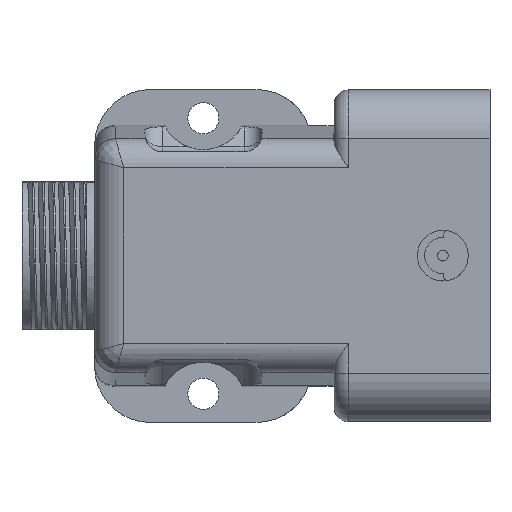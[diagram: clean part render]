
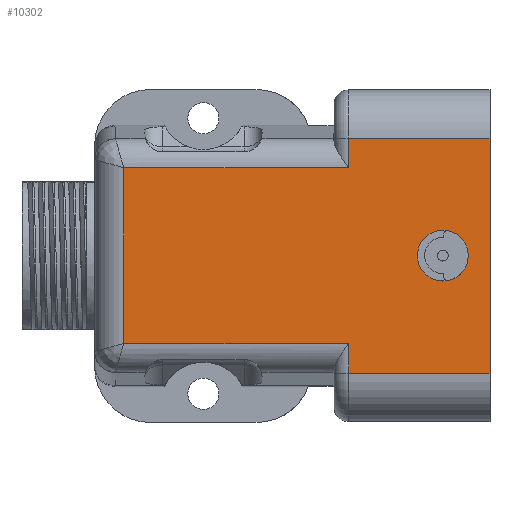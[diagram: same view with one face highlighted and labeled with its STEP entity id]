
A CAD part, top view. The second image highlights one B-rep face of the part: STEP entity #10302.
In plain terms, the highlighted planar face has unit normal (0, 0, 1).
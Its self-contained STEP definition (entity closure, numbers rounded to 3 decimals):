
#10232=AXIS2_PLACEMENT_3D('Plane Axis2P3D',#10229,#10230,#10231) ;
#10286=AXIS2_PLACEMENT_3D('Circle Axis2P3D',#10284,#10285,$) ;
#10295=AXIS2_PLACEMENT_3D('Circle Axis2P3D',#10293,#10294,$) ;
#7799=CARTESIAN_POINT('Vertex',(64.5,39.15,32.35)) ;
#7802=CARTESIAN_POINT('Line Origine',(64.5,22.95,32.35)) ;
#7806=CARTESIAN_POINT('Vertex',(64.5,6.75,32.35)) ;
#10210=CARTESIAN_POINT('Line Origine',(37.25,39.15,32.35)) ;
#10214=CARTESIAN_POINT('Vertex',(45.,39.15,32.35)) ;
#10229=CARTESIAN_POINT('Axis2P3D Location',(64.5,0.1,32.35)) ;
#10234=CARTESIAN_POINT('Line Origine',(45.,8.788,32.35)) ;
#10238=CARTESIAN_POINT('Vertex',(45.,10.826,32.35)) ;
#10240=CARTESIAN_POINT('Vertex',(45.,6.75,32.35)) ;
#10243=CARTESIAN_POINT('Line Origine',(54.75,6.75,32.35)) ;
#10248=CARTESIAN_POINT('Line Origine',(45.,37.112,32.35)) ;
#10252=CARTESIAN_POINT('Vertex',(45.,35.074,32.35)) ;
#10255=CARTESIAN_POINT('Line Origine',(29.5,35.074,32.35)) ;
#10259=CARTESIAN_POINT('Vertex',(14.,35.074,32.35)) ;
#10262=CARTESIAN_POINT('Line Origine',(14.,22.95,32.35)) ;
#10266=CARTESIAN_POINT('Vertex',(14.,10.826,32.35)) ;
#10269=CARTESIAN_POINT('Line Origine',(29.5,10.826,32.35)) ;
#10284=CARTESIAN_POINT('Axis2P3D Location',(58.,22.95,32.35)) ;
#10288=CARTESIAN_POINT('Vertex',(58.,19.45,32.35)) ;
#10290=CARTESIAN_POINT('Vertex',(58.,26.45,32.35)) ;
#10293=CARTESIAN_POINT('Axis2P3D Location',(58.,22.95,32.35)) ;
#7803=DIRECTION('Vector Direction',(0.,1.,0.)) ;
#10211=DIRECTION('Vector Direction',(-1.,0.,0.)) ;
#10230=DIRECTION('Axis2P3D Direction',(0.,0.,1.)) ;
#10231=DIRECTION('Axis2P3D XDirection',(0.,1.,0.)) ;
#10235=DIRECTION('Vector Direction',(0.,1.,0.)) ;
#10244=DIRECTION('Vector Direction',(-1.,0.,0.)) ;
#10249=DIRECTION('Vector Direction',(0.,1.,0.)) ;
#10256=DIRECTION('Vector Direction',(-1.,0.,0.)) ;
#10263=DIRECTION('Vector Direction',(0.,-1.,0.)) ;
#10270=DIRECTION('Vector Direction',(-1.,0.,0.)) ;
#10285=DIRECTION('Axis2P3D Direction',(0.,0.,1.)) ;
#10294=DIRECTION('Axis2P3D Direction',(0.,0.,1.)) ;
#7804=VECTOR('Line Direction',#7803,1.) ;
#10212=VECTOR('Line Direction',#10211,1.) ;
#10236=VECTOR('Line Direction',#10235,1.) ;
#10245=VECTOR('Line Direction',#10244,1.) ;
#10250=VECTOR('Line Direction',#10249,1.) ;
#10257=VECTOR('Line Direction',#10256,1.) ;
#10264=VECTOR('Line Direction',#10263,1.) ;
#10271=VECTOR('Line Direction',#10270,1.) ;
#10275=ORIENTED_EDGE('',*,*,#10242,.T.) ;
#10276=ORIENTED_EDGE('',*,*,#10247,.F.) ;
#10277=ORIENTED_EDGE('',*,*,#7808,.F.) ;
#10278=ORIENTED_EDGE('',*,*,#10216,.T.) ;
#10279=ORIENTED_EDGE('',*,*,#10254,.T.) ;
#10280=ORIENTED_EDGE('',*,*,#10261,.T.) ;
#10281=ORIENTED_EDGE('',*,*,#10268,.T.) ;
#10282=ORIENTED_EDGE('',*,*,#10273,.F.) ;
#10299=ORIENTED_EDGE('',*,*,#10292,.F.) ;
#10300=ORIENTED_EDGE('',*,*,#10297,.F.) ;
#10301=FACE_BOUND('',#10298,.T.) ;
#10302=ADVANCED_FACE('Hauptk\X2\00F6\X0\rper',(#10283,#10301),#10233,.T.) ;
#10287=CIRCLE('generated circle',#10286,3.5) ;
#10296=CIRCLE('generated circle',#10295,3.5) ;
#7808=EDGE_CURVE('',#7800,#7807,#7805,.F.) ;
#10216=EDGE_CURVE('',#7800,#10215,#10213,.T.) ;
#10242=EDGE_CURVE('',#10239,#10241,#10237,.F.) ;
#10247=EDGE_CURVE('',#7807,#10241,#10246,.T.) ;
#10254=EDGE_CURVE('',#10215,#10253,#10251,.F.) ;
#10261=EDGE_CURVE('',#10253,#10260,#10258,.T.) ;
#10268=EDGE_CURVE('',#10260,#10267,#10265,.T.) ;
#10273=EDGE_CURVE('',#10239,#10267,#10272,.T.) ;
#10292=EDGE_CURVE('',#10289,#10291,#10287,.T.) ;
#10297=EDGE_CURVE('',#10291,#10289,#10296,.T.) ;
#10274=EDGE_LOOP('',(#10275,#10276,#10277,#10278,#10279,#10280,#10281,#10282)) ;
#10298=EDGE_LOOP('',(#10299,#10300)) ;
#10283=FACE_OUTER_BOUND('',#10274,.T.) ;
#7805=LINE('Line',#7802,#7804) ;
#10213=LINE('Line',#10210,#10212) ;
#10237=LINE('Line',#10234,#10236) ;
#10246=LINE('Line',#10243,#10245) ;
#10251=LINE('Line',#10248,#10250) ;
#10258=LINE('Line',#10255,#10257) ;
#10265=LINE('Line',#10262,#10264) ;
#10272=LINE('Line',#10269,#10271) ;
#10233=PLANE('',#10232) ;
#7800=VERTEX_POINT('',#7799) ;
#7807=VERTEX_POINT('',#7806) ;
#10215=VERTEX_POINT('',#10214) ;
#10239=VERTEX_POINT('',#10238) ;
#10241=VERTEX_POINT('',#10240) ;
#10253=VERTEX_POINT('',#10252) ;
#10260=VERTEX_POINT('',#10259) ;
#10267=VERTEX_POINT('',#10266) ;
#10289=VERTEX_POINT('',#10288) ;
#10291=VERTEX_POINT('',#10290) ;
